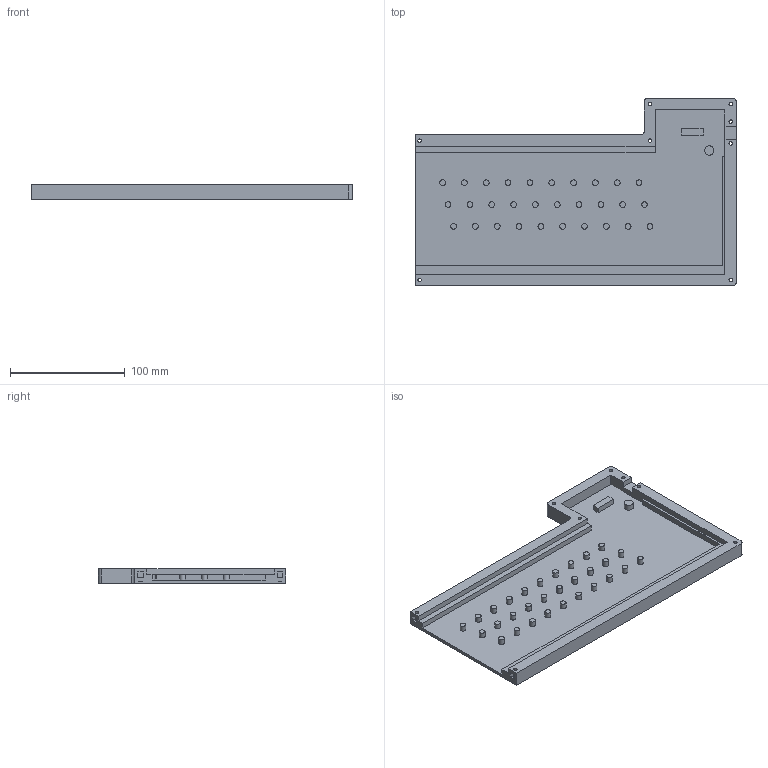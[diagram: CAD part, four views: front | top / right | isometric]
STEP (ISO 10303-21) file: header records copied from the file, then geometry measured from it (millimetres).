
FILE_DESCRIPTION(/* description */ (''),/* implementation_level */ '2;1');
FILE_NAME(/* name */ 'KB Bottom Case R.step',/* time_stamp */ '2026-01-08T09:37:25+01:00',/* author */ (''),/* organization */ (''),/* preprocessor_version */ 'ST-DEVELOPER v20.1',/* originating_system */ 'Autodesk Translation Framework v14.21.0.0',/* authorisation */ '');
FILE_SCHEMA (('AUTOMOTIVE_DESIGN { 1 0 10303 214 3 1 1 }'));
Length unit declared in the file: millimetre
Products named in the file (1): 2025-12-31-13-45-13-202
Bounding box: 280.09 x 163.49 x 13 mm (x, y, z)
Volume: 210265.7 mm3; surface area: 100394 mm2
Topology: 1 solids, 1 shells, 137 faces, 279 edges, 186 vertices
Faces by surface type: plane 84, cylinder 53
Full cylindrical faces by diameter (mm): 3 x10, 5 x30, 6 x8, 8 x1
Entity records: 3692 total; most frequent: DIRECTION 661, CARTESIAN_POINT 603, ORIENTED_EDGE 558, EDGE_CURVE 279, AXIS2_PLACEMENT_3D 244, EDGE_LOOP 199, VERTEX_POINT 186, LINE 173
